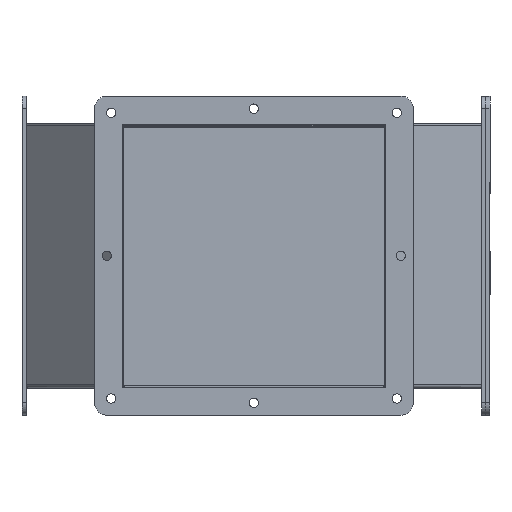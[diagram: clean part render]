
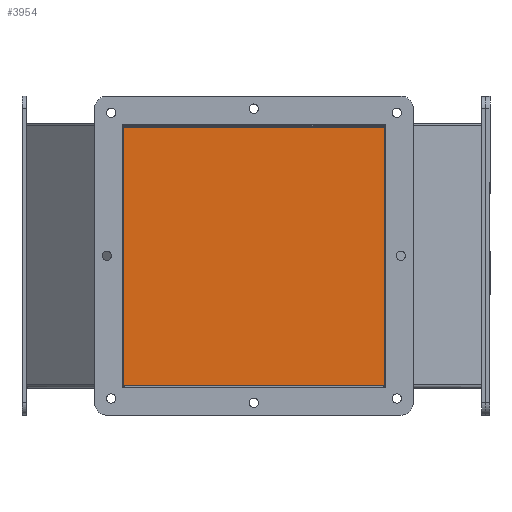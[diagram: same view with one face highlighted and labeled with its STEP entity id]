
A CAD part, top view. The second image highlights one B-rep face of the part: STEP entity #3954.
In plain terms, the highlighted planar face has unit normal (0, 0, 1).
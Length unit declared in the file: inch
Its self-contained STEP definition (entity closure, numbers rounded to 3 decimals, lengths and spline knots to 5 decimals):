
#26 = ORIENTED_EDGE ( 'NONE', *, *, #973, .F. ) ;
#41 = LINE ( 'NONE', #1773, #5514 ) ;
#357 = CARTESIAN_POINT ( 'NONE',  ( -6.875, -3.892, 0.072 ) ) ;
#743 = CARTESIAN_POINT ( 'NONE',  ( -6.875, 4., 0.072 ) ) ;
#747 = VERTEX_POINT ( 'NONE', #357 ) ;
#852 = CARTESIAN_POINT ( 'NONE',  ( 6.875, 3.892, 0.072 ) ) ;
#864 = PLANE ( 'NONE',  #4538 ) ;
#973 = EDGE_CURVE ( 'NONE', #2787, #747, #4986, .T. ) ;
#1241 = ORIENTED_EDGE ( 'NONE', *, *, #3045, .T. ) ;
#1711 = CARTESIAN_POINT ( 'NONE',  ( 6.875, -3.892, 0.072 ) ) ;
#1773 = CARTESIAN_POINT ( 'NONE',  ( 6.875, -4., 0.072 ) ) ;
#1843 = EDGE_LOOP ( 'NONE', ( #3336, #2342, #26, #1241 ) ) ;
#1979 = CARTESIAN_POINT ( 'NONE',  ( -6.875, -3.892, 0.072 ) ) ;
#2342 = ORIENTED_EDGE ( 'NONE', *, *, #5454, .F. ) ;
#2487 = DIRECTION ( 'NONE',  ( 0., 1., 0. ) ) ;
#2500 = VERTEX_POINT ( 'NONE', #4409 ) ;
#2528 = EDGE_CURVE ( 'NONE', #2500, #2836, #3956, .T. ) ;
#2605 = CARTESIAN_POINT ( 'NONE',  ( -6.875, -4., 0.072 ) ) ;
#2713 = FACE_OUTER_BOUND ( 'NONE', #1843, .T. ) ;
#2787 = VERTEX_POINT ( 'NONE', #1711 ) ;
#2836 = VERTEX_POINT ( 'NONE', #852 ) ;
#3045 = EDGE_CURVE ( 'NONE', #2787, #2836, #41, .T. ) ;
#3336 = ORIENTED_EDGE ( 'NONE', *, *, #2528, .F. ) ;
#3485 = DIRECTION ( 'NONE',  ( 0., 1., 0. ) ) ;
#3655 = DIRECTION ( 'NONE',  ( -1., 0., 0. ) ) ;
#3907 = DIRECTION ( 'NONE',  ( 0., 0., -1. ) ) ;
#3954 = ADVANCED_FACE ( 'NONE', ( #2713 ), #864, .F. ) ;
#3956 = LINE ( 'NONE', #5270, #4884 ) ;
#4359 = DIRECTION ( 'NONE',  ( 1., 0., 0. ) ) ;
#4388 = DIRECTION ( 'NONE',  ( 0., 1., 0. ) ) ;
#4409 = CARTESIAN_POINT ( 'NONE',  ( -6.875, 3.892, 0.072 ) ) ;
#4538 = AXIS2_PLACEMENT_3D ( 'NONE', #2605, #3907, #4388 ) ;
#4609 = LINE ( 'NONE', #743, #5258 ) ;
#4884 = VECTOR ( 'NONE', #4359, 39.37008 ) ;
#4986 = LINE ( 'NONE', #1979, #5015 ) ;
#5015 = VECTOR ( 'NONE', #3655, 39.37008 ) ;
#5258 = VECTOR ( 'NONE', #2487, 39.37008 ) ;
#5270 = CARTESIAN_POINT ( 'NONE',  ( -6.875, 3.892, 0.072 ) ) ;
#5454 = EDGE_CURVE ( 'NONE', #747, #2500, #4609, .T. ) ;
#5514 = VECTOR ( 'NONE', #3485, 39.37008 ) ;
